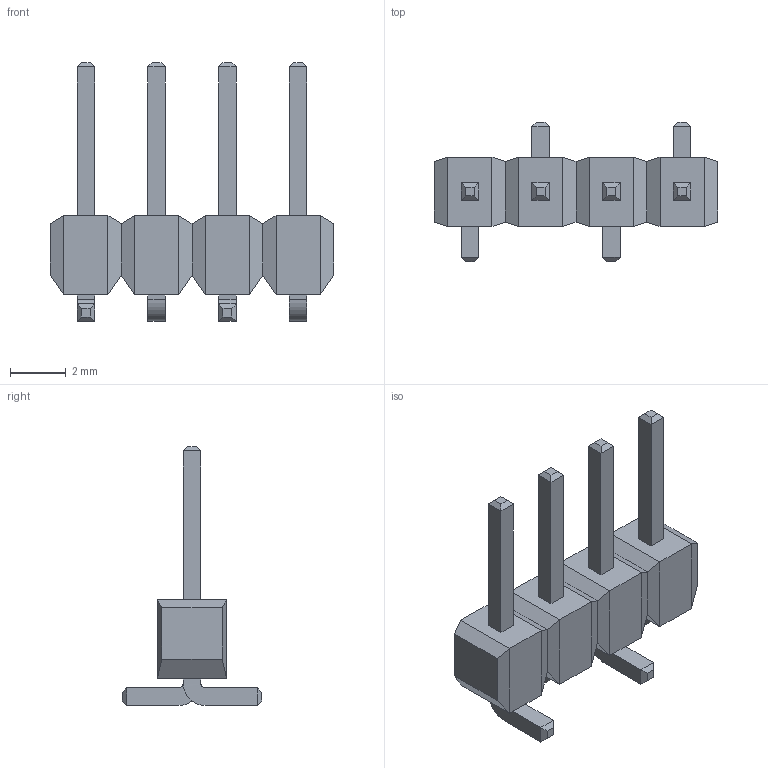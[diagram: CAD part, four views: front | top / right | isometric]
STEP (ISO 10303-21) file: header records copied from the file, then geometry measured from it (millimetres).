
FILE_DESCRIPTION(('STEP AP214'),'1');
FILE_NAME('CONN_PM20204VBNN_MZC','2024-11-17T08:39:02',(''),(''),'','','');
FILE_SCHEMA(('AUTOMOTIVE_DESIGN'));
Length unit declared in the file: millimetre
Products named in the file (1): product
Bounding box: 10.16 x 5 x 9.3 mm (x, y, z)
Volume: 79.3 mm3; surface area: 210.8 mm2
Topology: 9 solids, 9 shells, 146 faces, 308 edges, 180 vertices
Faces by surface type: plane 138, cylinder 8
Entity records: 3738 total; most frequent: DIRECTION 618, ORIENTED_EDGE 616, CARTESIAN_POINT 335, EDGE_CURVE 308, LINE 292, VECTOR 292, VERTEX_POINT 180, AXIS2_PLACEMENT_3D 163
